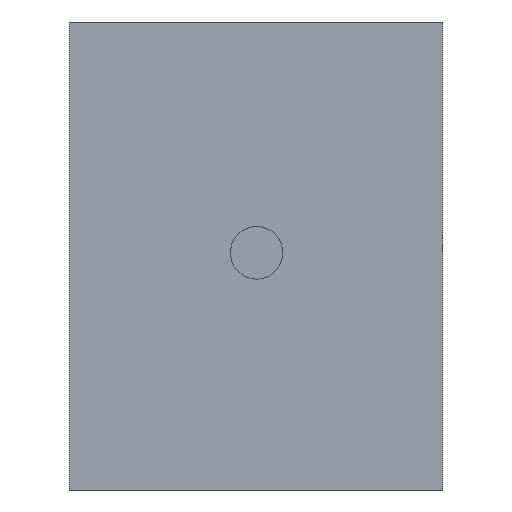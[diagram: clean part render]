
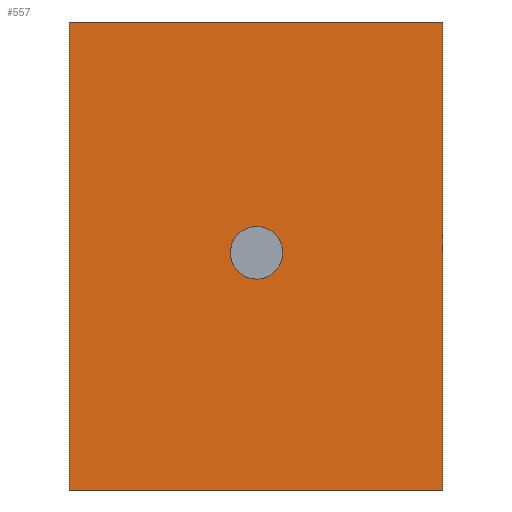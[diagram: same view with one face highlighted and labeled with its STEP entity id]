
A CAD part, front view. The second image highlights one B-rep face of the part: STEP entity #557.
In plain terms, the highlighted planar face has unit normal (0, -1, 0).
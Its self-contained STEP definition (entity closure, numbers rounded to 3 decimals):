
#30=FACE_BOUND('',#117,.T.);
#49=PLANE('',#642);
#75=FACE_OUTER_BOUND('',#116,.T.);
#116=EDGE_LOOP('',(#514,#515,#516,#517));
#117=EDGE_LOOP('',(#518,#519));
#136=LINE('',#1006,#171);
#143=LINE('',#1019,#178);
#153=LINE('',#1039,#188);
#154=LINE('',#1041,#189);
#171=VECTOR('',#774,10.);
#178=VECTOR('',#783,10.);
#188=VECTOR('',#805,10.);
#189=VECTOR('',#808,10.);
#190=CIRCLE('',#580,4.775);
#191=CIRCLE('',#581,4.775);
#233=VERTEX_POINT('',#813);
#234=VERTEX_POINT('',#814);
#281=VERTEX_POINT('',#1003);
#282=VERTEX_POINT('',#1005);
#287=VERTEX_POINT('',#1017);
#291=VERTEX_POINT('',#1037);
#292=EDGE_CURVE('',#233,#234,#190,.T.);
#293=EDGE_CURVE('',#234,#233,#191,.T.);
#351=EDGE_CURVE('',#281,#282,#136,.T.);
#358=EDGE_CURVE('',#281,#287,#143,.T.);
#368=EDGE_CURVE('',#291,#282,#153,.T.);
#369=EDGE_CURVE('',#287,#291,#154,.T.);
#514=ORIENTED_EDGE('',*,*,#358,.T.);
#515=ORIENTED_EDGE('',*,*,#369,.T.);
#516=ORIENTED_EDGE('',*,*,#368,.T.);
#517=ORIENTED_EDGE('',*,*,#351,.F.);
#518=ORIENTED_EDGE('',*,*,#292,.T.);
#519=ORIENTED_EDGE('',*,*,#293,.T.);
#557=ADVANCED_FACE('',(#75,#30),#49,.T.);
#580=AXIS2_PLACEMENT_3D('',#815,#648,#649);
#581=AXIS2_PLACEMENT_3D('',#816,#650,#651);
#642=AXIS2_PLACEMENT_3D('',#1040,#806,#807);
#648=DIRECTION('center_axis',(0.,1.,0.));
#649=DIRECTION('ref_axis',(1.,0.,0.));
#650=DIRECTION('center_axis',(0.,1.,0.));
#651=DIRECTION('ref_axis',(1.,0.,0.));
#774=DIRECTION('',(1.,0.,0.));
#783=DIRECTION('',(0.,0.,-1.));
#805=DIRECTION('',(0.,0.,1.));
#806=DIRECTION('center_axis',(0.,-1.,0.));
#807=DIRECTION('ref_axis',(1.,0.,0.));
#808=DIRECTION('',(1.,0.,0.));
#813=CARTESIAN_POINT('',(7.398,-36.45,43.074));
#814=CARTESIAN_POINT('',(-2.152,-36.45,43.074));
#815=CARTESIAN_POINT('Origin',(2.623,-36.45,43.074));
#816=CARTESIAN_POINT('Origin',(2.623,-36.45,43.074));
#1003=CARTESIAN_POINT('',(-31.45,-36.45,85.));
#1005=CARTESIAN_POINT('',(36.45,-36.45,85.));
#1006=CARTESIAN_POINT('',(-36.45,-36.45,85.));
#1017=CARTESIAN_POINT('',(-31.45,-36.45,0.));
#1019=CARTESIAN_POINT('',(-31.45,-36.45,21.25));
#1037=CARTESIAN_POINT('',(36.45,-36.45,0.));
#1039=CARTESIAN_POINT('',(36.45,-36.45,0.));
#1040=CARTESIAN_POINT('Origin',(-36.45,-36.45,0.));
#1041=CARTESIAN_POINT('',(-36.45,-36.45,0.));
